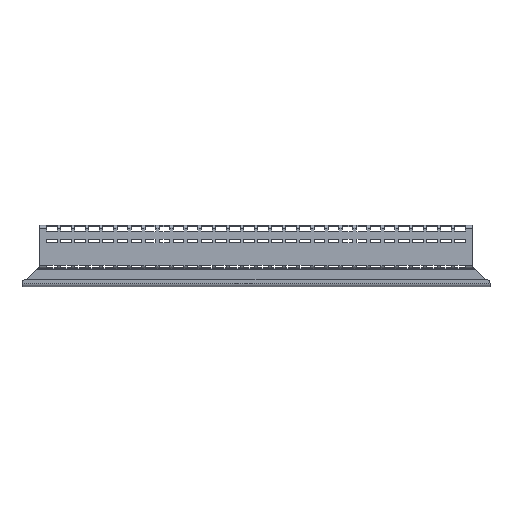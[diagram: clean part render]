
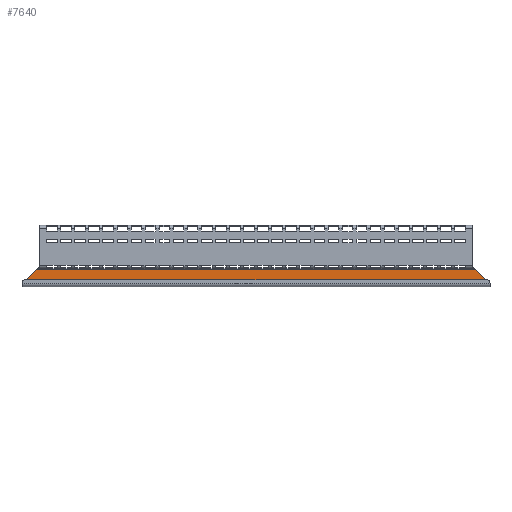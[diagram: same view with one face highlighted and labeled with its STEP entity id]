
A CAD part, top view. The second image highlights one B-rep face of the part: STEP entity #7640.
In plain terms, the highlighted planar face has unit normal (0, 0, 1).
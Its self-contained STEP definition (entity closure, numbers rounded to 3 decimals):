
#1691 = LINE ( 'NONE', #15127, #2104 ) ;
#1798 = CARTESIAN_POINT ( 'NONE',  ( -331.899, -44.9, 0. ) ) ;
#2104 = VECTOR ( 'NONE', #23134, 1000. ) ;
#3290 = CARTESIAN_POINT ( 'NONE',  ( -311.899, -24.9, 0. ) ) ;
#6354 = LINE ( 'NONE', #6693, #8770 ) ;
#6479 = EDGE_CURVE ( 'NONE', #9283, #7272, #22484, .T. ) ;
#6693 = CARTESIAN_POINT ( 'NONE',  ( -332.5, -45.501, 0. ) ) ;
#6939 = CARTESIAN_POINT ( 'NONE',  ( 0., -44.9, 0. ) ) ;
#7272 = VERTEX_POINT ( 'NONE', #1798 ) ;
#7640 = ADVANCED_FACE ( 'NONE', ( #33625 ), #12358, .T. ) ;
#7756 = ORIENTED_EDGE ( 'NONE', *, *, #29005, .F. ) ;
#8738 = AXIS2_PLACEMENT_3D ( 'NONE', #20033, #17761, #25790 ) ;
#8770 = VECTOR ( 'NONE', #27281, 1000. ) ;
#9239 = VECTOR ( 'NONE', #17424, 1000. ) ;
#9283 = VERTEX_POINT ( 'NONE', #16245 ) ;
#10191 = CARTESIAN_POINT ( 'NONE',  ( 311.899, -24.9, 0. ) ) ;
#12358 = PLANE ( 'NONE',  #8738 ) ;
#14260 = DIRECTION ( 'NONE',  ( -1., 0., 0. ) ) ;
#15127 = CARTESIAN_POINT ( 'NONE',  ( 332.5, -45.501, 0. ) ) ;
#16245 = CARTESIAN_POINT ( 'NONE',  ( 331.899, -44.9, 0. ) ) ;
#17424 = DIRECTION ( 'NONE',  ( -1., 0., 0. ) ) ;
#17761 = DIRECTION ( 'NONE',  ( 0., 0., 1. ) ) ;
#18309 = ORIENTED_EDGE ( 'NONE', *, *, #24383, .F. ) ;
#19822 = CARTESIAN_POINT ( 'NONE',  ( 0., -24.9, 0. ) ) ;
#20033 = CARTESIAN_POINT ( 'NONE',  ( 0., 0., 0. ) ) ;
#20540 = EDGE_LOOP ( 'NONE', ( #7756, #30861, #18309, #21090 ) ) ;
#21090 = ORIENTED_EDGE ( 'NONE', *, *, #6479, .F. ) ;
#21273 = VERTEX_POINT ( 'NONE', #10191 ) ;
#22484 = LINE ( 'NONE', #6939, #9239 ) ;
#22607 = LINE ( 'NONE', #19822, #22668 ) ;
#22668 = VECTOR ( 'NONE', #14260, 1000. ) ;
#23134 = DIRECTION ( 'NONE',  ( 0.707, -0.707, 0. ) ) ;
#24383 = EDGE_CURVE ( 'NONE', #7272, #32454, #6354, .T. ) ;
#25255 = EDGE_CURVE ( 'NONE', #21273, #32454, #22607, .T. ) ;
#25790 = DIRECTION ( 'NONE',  ( 1., 0., 0. ) ) ;
#27281 = DIRECTION ( 'NONE',  ( 0.707, 0.707, 0. ) ) ;
#29005 = EDGE_CURVE ( 'NONE', #21273, #9283, #1691, .T. ) ;
#30861 = ORIENTED_EDGE ( 'NONE', *, *, #25255, .T. ) ;
#32454 = VERTEX_POINT ( 'NONE', #3290 ) ;
#33625 = FACE_OUTER_BOUND ( 'NONE', #20540, .T. ) ;
